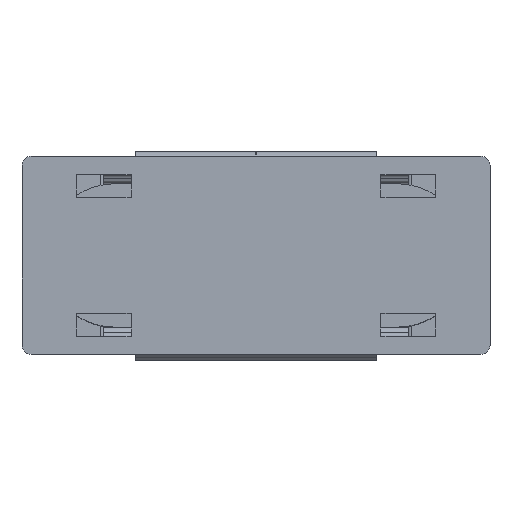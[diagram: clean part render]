
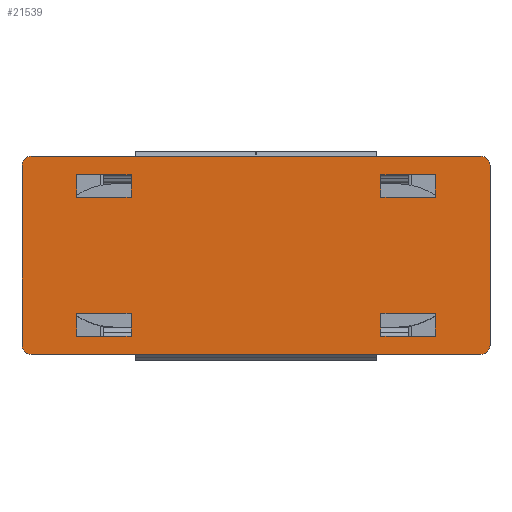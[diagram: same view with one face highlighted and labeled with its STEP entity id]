
A CAD part, top view. The second image highlights one B-rep face of the part: STEP entity #21539.
In plain terms, the highlighted planar face has unit normal (0, 0, 1).
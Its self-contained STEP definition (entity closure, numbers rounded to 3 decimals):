
#1114=CIRCLE('',#23664,0.2);
#1115=CIRCLE('',#23665,0.2);
#1116=CIRCLE('',#23666,0.2);
#1117=CIRCLE('',#23667,0.2);
#7122=ORIENTED_EDGE('',*,*,#10430,.F.);
#7123=ORIENTED_EDGE('',*,*,#10431,.F.);
#7124=ORIENTED_EDGE('',*,*,#10432,.F.);
#7125=ORIENTED_EDGE('',*,*,#10433,.F.);
#7126=ORIENTED_EDGE('',*,*,#10434,.F.);
#7127=ORIENTED_EDGE('',*,*,#10435,.F.);
#7128=ORIENTED_EDGE('',*,*,#10436,.F.);
#7129=ORIENTED_EDGE('',*,*,#10437,.F.);
#7130=ORIENTED_EDGE('',*,*,#10438,.T.);
#7131=ORIENTED_EDGE('',*,*,#10439,.T.);
#7132=ORIENTED_EDGE('',*,*,#10440,.T.);
#7133=ORIENTED_EDGE('',*,*,#10441,.T.);
#7134=ORIENTED_EDGE('',*,*,#10442,.T.);
#7135=ORIENTED_EDGE('',*,*,#10443,.T.);
#7136=ORIENTED_EDGE('',*,*,#10444,.T.);
#7137=ORIENTED_EDGE('',*,*,#10445,.T.);
#7138=ORIENTED_EDGE('',*,*,#10446,.T.);
#7139=ORIENTED_EDGE('',*,*,#10447,.T.);
#7140=ORIENTED_EDGE('',*,*,#10448,.T.);
#7141=ORIENTED_EDGE('',*,*,#10449,.T.);
#7142=ORIENTED_EDGE('',*,*,#10450,.T.);
#7143=ORIENTED_EDGE('',*,*,#10451,.T.);
#7144=ORIENTED_EDGE('',*,*,#10452,.T.);
#7145=ORIENTED_EDGE('',*,*,#10453,.T.);
#10430=EDGE_CURVE('',#12468,#12469,#14918,.T.);
#10431=EDGE_CURVE('',#12470,#12468,#14919,.T.);
#10432=EDGE_CURVE('',#12471,#12470,#14920,.T.);
#10433=EDGE_CURVE('',#12469,#12471,#14921,.T.);
#10434=EDGE_CURVE('',#12472,#12473,#14922,.T.);
#10435=EDGE_CURVE('',#12474,#12472,#14923,.T.);
#10436=EDGE_CURVE('',#12475,#12474,#14924,.T.);
#10437=EDGE_CURVE('',#12473,#12475,#14925,.T.);
#10438=EDGE_CURVE('',#12476,#12477,#14926,.T.);
#10439=EDGE_CURVE('',#12477,#12478,#1114,.T.);
#10440=EDGE_CURVE('',#12478,#12479,#14927,.T.);
#10441=EDGE_CURVE('',#12479,#12480,#1115,.T.);
#10442=EDGE_CURVE('',#12480,#12481,#14928,.T.);
#10443=EDGE_CURVE('',#12481,#12482,#1116,.T.);
#10444=EDGE_CURVE('',#12482,#12483,#14929,.T.);
#10445=EDGE_CURVE('',#12483,#12476,#1117,.T.);
#10446=EDGE_CURVE('',#12484,#12485,#14930,.T.);
#10447=EDGE_CURVE('',#12485,#12486,#14931,.T.);
#10448=EDGE_CURVE('',#12486,#12487,#14932,.T.);
#10449=EDGE_CURVE('',#12487,#12484,#14933,.T.);
#10450=EDGE_CURVE('',#12488,#12489,#14934,.T.);
#10451=EDGE_CURVE('',#12489,#12490,#14935,.T.);
#10452=EDGE_CURVE('',#12490,#12491,#14936,.T.);
#10453=EDGE_CURVE('',#12491,#12488,#14937,.T.);
#12468=VERTEX_POINT('',#36156);
#12469=VERTEX_POINT('',#36157);
#12470=VERTEX_POINT('',#36159);
#12471=VERTEX_POINT('',#36161);
#12472=VERTEX_POINT('',#36164);
#12473=VERTEX_POINT('',#36165);
#12474=VERTEX_POINT('',#36167);
#12475=VERTEX_POINT('',#36169);
#12476=VERTEX_POINT('',#36172);
#12477=VERTEX_POINT('',#36173);
#12478=VERTEX_POINT('',#36175);
#12479=VERTEX_POINT('',#36177);
#12480=VERTEX_POINT('',#36179);
#12481=VERTEX_POINT('',#36181);
#12482=VERTEX_POINT('',#36183);
#12483=VERTEX_POINT('',#36185);
#12484=VERTEX_POINT('',#36188);
#12485=VERTEX_POINT('',#36189);
#12486=VERTEX_POINT('',#36191);
#12487=VERTEX_POINT('',#36193);
#12488=VERTEX_POINT('',#36196);
#12489=VERTEX_POINT('',#36197);
#12490=VERTEX_POINT('',#36199);
#12491=VERTEX_POINT('',#36201);
#14918=LINE('',#36155,#17400);
#14919=LINE('',#36158,#17401);
#14920=LINE('',#36160,#17402);
#14921=LINE('',#36162,#17403);
#14922=LINE('',#36163,#17404);
#14923=LINE('',#36166,#17405);
#14924=LINE('',#36168,#17406);
#14925=LINE('',#36170,#17407);
#14926=LINE('',#36171,#17408);
#14927=LINE('',#36176,#17409);
#14928=LINE('',#36180,#17410);
#14929=LINE('',#36184,#17411);
#14930=LINE('',#36187,#17412);
#14931=LINE('',#36190,#17413);
#14932=LINE('',#36192,#17414);
#14933=LINE('',#36194,#17415);
#14934=LINE('',#36195,#17416);
#14935=LINE('',#36198,#17417);
#14936=LINE('',#36200,#17418);
#14937=LINE('',#36202,#17419);
#17400=VECTOR('',#29107,1000.);
#17401=VECTOR('',#29108,1000.);
#17402=VECTOR('',#29109,1000.);
#17403=VECTOR('',#29110,1000.);
#17404=VECTOR('',#29111,1000.);
#17405=VECTOR('',#29112,1000.);
#17406=VECTOR('',#29113,1000.);
#17407=VECTOR('',#29114,1000.);
#17408=VECTOR('',#29115,1000.);
#17409=VECTOR('',#29118,1000.);
#17410=VECTOR('',#29121,1000.);
#17411=VECTOR('',#29124,1000.);
#17412=VECTOR('',#29127,1000.);
#17413=VECTOR('',#29128,1000.);
#17414=VECTOR('',#29129,1000.);
#17415=VECTOR('',#29130,1000.);
#17416=VECTOR('',#29131,1000.);
#17417=VECTOR('',#29132,1000.);
#17418=VECTOR('',#29133,1000.);
#17419=VECTOR('',#29134,1000.);
#18573=EDGE_LOOP('',(#7122,#7123,#7124,#7125));
#18574=EDGE_LOOP('',(#7126,#7127,#7128,#7129));
#18575=EDGE_LOOP('',(#7130,#7131,#7132,#7133,#7134,#7135,#7136,#7137));
#18576=EDGE_LOOP('',(#7138,#7139,#7140,#7141));
#18577=EDGE_LOOP('',(#7142,#7143,#7144,#7145));
#19699=FACE_BOUND('',#18573,.T.);
#19700=FACE_BOUND('',#18574,.T.);
#19701=FACE_BOUND('',#18575,.T.);
#19702=FACE_BOUND('',#18576,.T.);
#19703=FACE_BOUND('',#18577,.T.);
#20474=PLANE('',#23663);
#21539=ADVANCED_FACE('',(#19699,#19700,#19701,#19702,#19703),#20474,.T.);
#23663=AXIS2_PLACEMENT_3D('',#36154,#29105,#29106);
#23664=AXIS2_PLACEMENT_3D('',#36174,#29116,#29117);
#23665=AXIS2_PLACEMENT_3D('',#36178,#29119,#29120);
#23666=AXIS2_PLACEMENT_3D('',#36182,#29122,#29123);
#23667=AXIS2_PLACEMENT_3D('',#36186,#29125,#29126);
#29105=DIRECTION('',(0.,0.,1.));
#29106=DIRECTION('',(1.,0.,0.));
#29107=DIRECTION('',(-1.,0.,0.));
#29108=DIRECTION('',(0.,1.,0.));
#29109=DIRECTION('',(1.,0.,0.));
#29110=DIRECTION('',(0.,-1.,0.));
#29111=DIRECTION('',(1.,0.,0.));
#29112=DIRECTION('',(0.,-1.,0.));
#29113=DIRECTION('',(-1.,0.,0.));
#29114=DIRECTION('',(0.,1.,0.));
#29115=DIRECTION('',(-1.,0.,0.));
#29116=DIRECTION('',(0.,0.,1.));
#29117=DIRECTION('',(1.,0.,0.));
#29118=DIRECTION('',(0.,-1.,0.));
#29119=DIRECTION('',(0.,0.,1.));
#29120=DIRECTION('',(1.,0.,0.));
#29121=DIRECTION('',(1.,0.,0.));
#29122=DIRECTION('',(0.,0.,1.));
#29123=DIRECTION('',(1.,0.,0.));
#29124=DIRECTION('',(0.,1.,0.));
#29125=DIRECTION('',(0.,0.,1.));
#29126=DIRECTION('',(1.,0.,0.));
#29127=DIRECTION('',(0.,-1.,0.));
#29128=DIRECTION('',(-1.,0.,0.));
#29129=DIRECTION('',(0.,1.,0.));
#29130=DIRECTION('',(1.,0.,0.));
#29131=DIRECTION('',(0.,1.,0.));
#29132=DIRECTION('',(1.,0.,0.));
#29133=DIRECTION('',(0.,-1.,0.));
#29134=DIRECTION('',(-1.,0.,0.));
#36154=CARTESIAN_POINT('',(0.,0.,0.));
#36155=CARTESIAN_POINT('',(1.78,3.95,0.));
#36156=CARTESIAN_POINT('',(1.78,3.95,0.));
#36157=CARTESIAN_POINT('',(1.279,3.95,0.));
#36158=CARTESIAN_POINT('',(1.78,2.75,0.));
#36159=CARTESIAN_POINT('',(1.78,2.75,0.));
#36160=CARTESIAN_POINT('',(1.279,2.75,0.));
#36161=CARTESIAN_POINT('',(1.279,2.75,0.));
#36162=CARTESIAN_POINT('',(1.279,3.95,0.));
#36163=CARTESIAN_POINT('',(-1.78,-3.95,0.));
#36164=CARTESIAN_POINT('',(-1.78,-3.95,0.));
#36165=CARTESIAN_POINT('',(-1.279,-3.95,0.));
#36166=CARTESIAN_POINT('',(-1.78,-2.75,0.));
#36167=CARTESIAN_POINT('',(-1.78,-2.75,0.));
#36168=CARTESIAN_POINT('',(-1.279,-2.75,0.));
#36169=CARTESIAN_POINT('',(-1.279,-2.75,0.));
#36170=CARTESIAN_POINT('',(-1.279,-3.95,0.));
#36171=CARTESIAN_POINT('',(2.18,5.15,0.));
#36172=CARTESIAN_POINT('',(1.98,5.15,0.));
#36173=CARTESIAN_POINT('',(-1.98,5.15,0.));
#36174=CARTESIAN_POINT('',(-1.98,4.95,0.));
#36175=CARTESIAN_POINT('',(-2.18,4.95,0.));
#36176=CARTESIAN_POINT('',(-2.18,5.15,0.));
#36177=CARTESIAN_POINT('',(-2.18,-4.95,0.));
#36178=CARTESIAN_POINT('',(-1.98,-4.95,0.));
#36179=CARTESIAN_POINT('',(-1.98,-5.15,0.));
#36180=CARTESIAN_POINT('',(-2.18,-5.15,0.));
#36181=CARTESIAN_POINT('',(1.98,-5.15,0.));
#36182=CARTESIAN_POINT('',(1.98,-4.95,0.));
#36183=CARTESIAN_POINT('',(2.18,-4.95,0.));
#36184=CARTESIAN_POINT('',(2.18,-5.15,0.));
#36185=CARTESIAN_POINT('',(2.18,4.95,0.));
#36186=CARTESIAN_POINT('',(1.98,4.95,0.));
#36187=CARTESIAN_POINT('',(1.78,-2.75,0.));
#36188=CARTESIAN_POINT('',(1.78,-2.75,0.));
#36189=CARTESIAN_POINT('',(1.78,-3.95,0.));
#36190=CARTESIAN_POINT('',(1.78,-3.95,0.));
#36191=CARTESIAN_POINT('',(1.279,-3.95,0.));
#36192=CARTESIAN_POINT('',(1.279,-3.95,0.));
#36193=CARTESIAN_POINT('',(1.279,-2.75,0.));
#36194=CARTESIAN_POINT('',(1.279,-2.75,0.));
#36195=CARTESIAN_POINT('',(-1.78,2.75,0.));
#36196=CARTESIAN_POINT('',(-1.78,2.75,0.));
#36197=CARTESIAN_POINT('',(-1.78,3.95,0.));
#36198=CARTESIAN_POINT('',(-1.78,3.95,0.));
#36199=CARTESIAN_POINT('',(-1.279,3.95,0.));
#36200=CARTESIAN_POINT('',(-1.279,3.95,0.));
#36201=CARTESIAN_POINT('',(-1.279,2.75,0.));
#36202=CARTESIAN_POINT('',(-1.279,2.75,0.));
